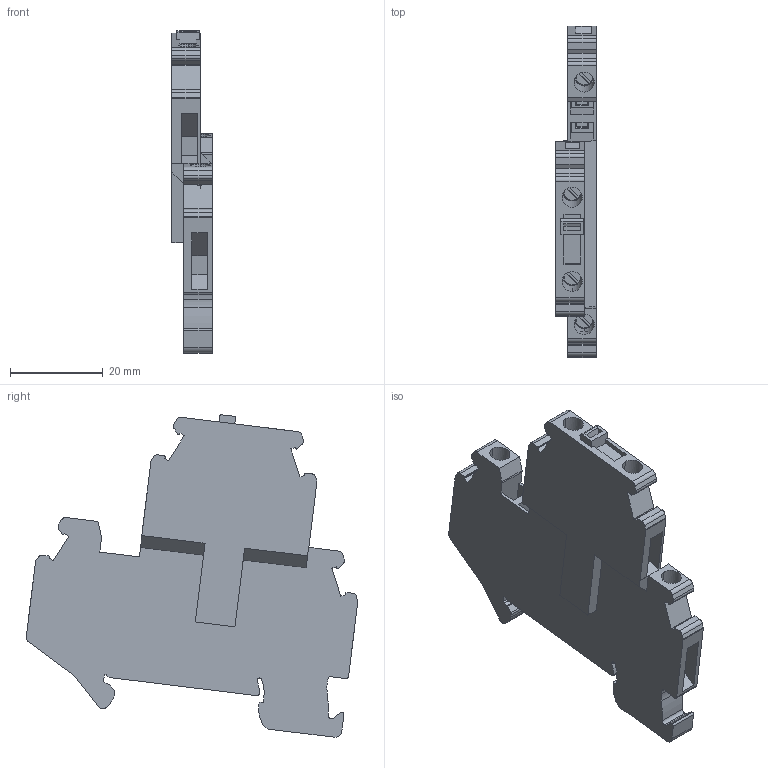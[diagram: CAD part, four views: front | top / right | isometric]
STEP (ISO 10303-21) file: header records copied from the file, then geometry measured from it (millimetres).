
FILE_DESCRIPTION(('STEP AP214'),'1');
FILE_NAME(' ',' ',('TraceParts'),('TraceParts S.A.'),'XStep 1.0',' ',' ');
FILE_SCHEMA(('automotive_design'));
Length unit declared in the file: millimetre
Products named in the file (1): NSYTRV42SCDN
Bounding box: 8.72 x 71.38 x 69.43 mm (x, y, z)
Volume: 17592 mm3; surface area: 9798.4 mm2
Topology: 1 solids, 1 shells, 315 faces, 871 edges, 573 vertices
Faces by surface type: plane 174, cylinder 93, torus 40, cone 8
Entity records: 10260 total; most frequent: CARTESIAN_POINT 2068, ORIENTED_EDGE 1742, DIRECTION 1707, EDGE_CURVE 871, AXIS2_PLACEMENT_3D 592, VERTEX_POINT 573, LINE 523, VECTOR 523
